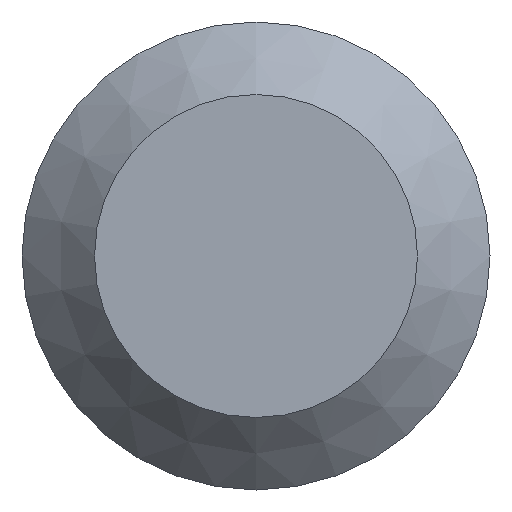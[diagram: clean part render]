
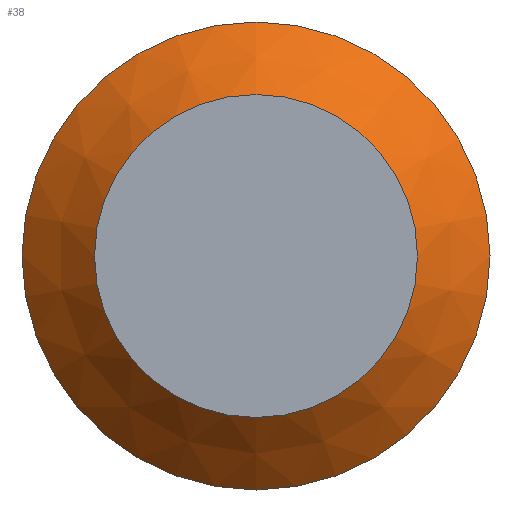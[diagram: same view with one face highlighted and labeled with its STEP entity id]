
A CAD part, left-side view. The second image highlights one B-rep face of the part: STEP entity #38.
In plain terms, the highlighted conical face has half-angle 45 degrees and reference radius 6.9 mm.
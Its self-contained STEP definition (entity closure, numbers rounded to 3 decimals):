
#38 = ADVANCED_FACE( '', ( #79, #80 ), #81, .T. );
#79 = FACE_OUTER_BOUND( '', #124, .T. );
#80 = FACE_BOUND( '', #125, .T. );
#81 = CONICAL_SURFACE( '', #126, 6.9, 0.785 );
#124 = EDGE_LOOP( '', ( #167 ) );
#125 = EDGE_LOOP( '', ( #168 ) );
#126 = AXIS2_PLACEMENT_3D( '', #169, #170, #171 );
#167 = ORIENTED_EDGE( '', *, *, #219, .F. );
#168 = ORIENTED_EDGE( '', *, *, #220, .T. );
#169 = CARTESIAN_POINT( '', ( 0., 0., 0. ) );
#170 = DIRECTION( '', ( 1., 0., 0. ) );
#171 = DIRECTION( '', ( 0., 0., -1. ) );
#219 = EDGE_CURVE( '', #242, #242, #243, .T. );
#220 = EDGE_CURVE( '', #244, #244, #245, .T. );
#242 = VERTEX_POINT( '', #270 );
#243 = CIRCLE( '', #271, 10. );
#244 = VERTEX_POINT( '', #272 );
#245 = CIRCLE( '', #273, 6.9 );
#270 = CARTESIAN_POINT( '', ( 3.1, 0., -10. ) );
#271 = AXIS2_PLACEMENT_3D( '', #299, #300, #301 );
#272 = CARTESIAN_POINT( '', ( 0., 0., -6.9 ) );
#273 = AXIS2_PLACEMENT_3D( '', #302, #303, #304 );
#299 = CARTESIAN_POINT( '', ( 3.1, 0., 0. ) );
#300 = DIRECTION( '', ( 1., 0., 0. ) );
#301 = DIRECTION( '', ( 0., 0., -1. ) );
#302 = CARTESIAN_POINT( '', ( 0., 0., 0. ) );
#303 = DIRECTION( '', ( 1., 0., 0. ) );
#304 = DIRECTION( '', ( 0., 0., -1. ) );
